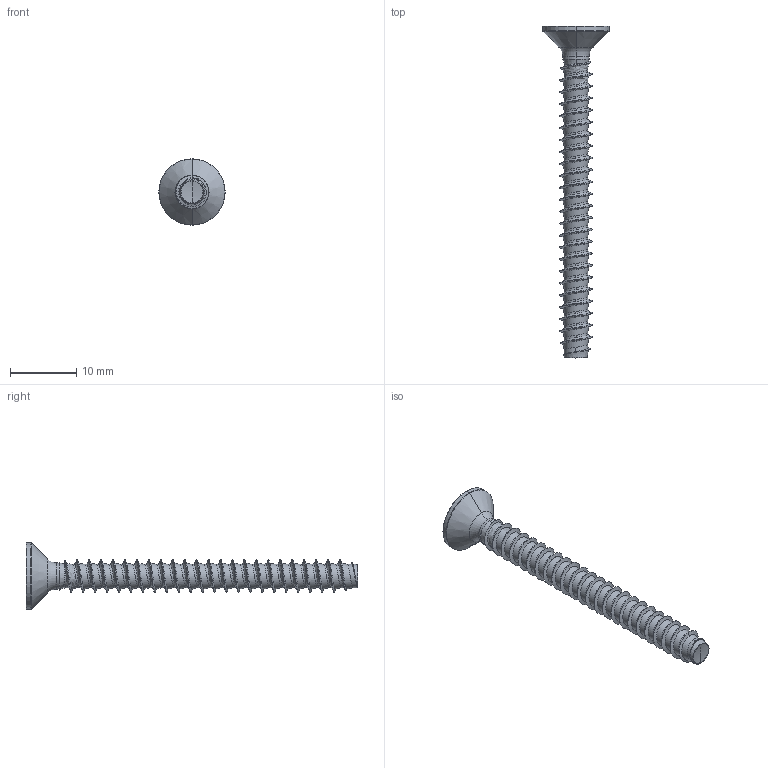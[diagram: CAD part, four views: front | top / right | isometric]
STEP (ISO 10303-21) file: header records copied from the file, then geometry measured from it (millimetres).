
FILE_DESCRIPTION (( 'STEP AP203' ), '1' );
FILE_NAME ('STP430500500.STEP', '2017-08-16T16:01:52', ( '' ), ( '' ), 'SwSTEP 2.0', 'SolidWorks 2015', '' );
FILE_SCHEMA (( 'CONFIG_CONTROL_DESIGN' ));
Length unit declared in the file: millimetre
Products named in the file (1): STP430500500
Bounding box: 10 x 50 x 10 mm (x, y, z)
Volume: 697.9 mm3; surface area: 1096 mm2
Topology: 1 solids, 1 shells, 137 faces, 350 edges, 217 vertices
Faces by surface type: cylinder 76, bspline 35, cone 11, torus 10, plane 3, sphere 2
Entity records: 37379 total; most frequent: CARTESIAN_POINT 34503, ORIENTED_EDGE 700, DIRECTION 437, EDGE_CURVE 350, VERTEX_POINT 217, AXIS2_PLACEMENT_3D 173, EDGE_LOOP 139, B_SPLINE_CURVE_WITH_KNOTS 139
